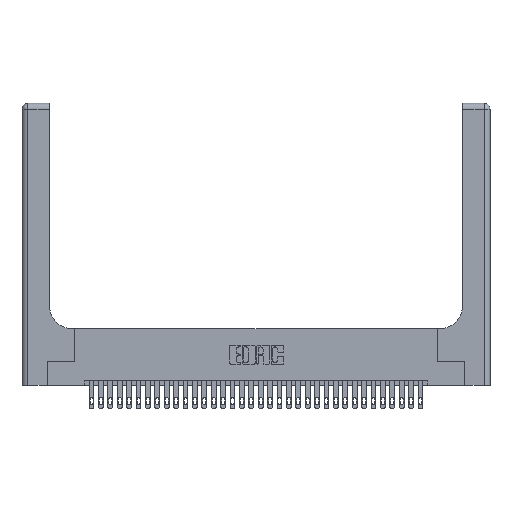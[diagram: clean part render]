
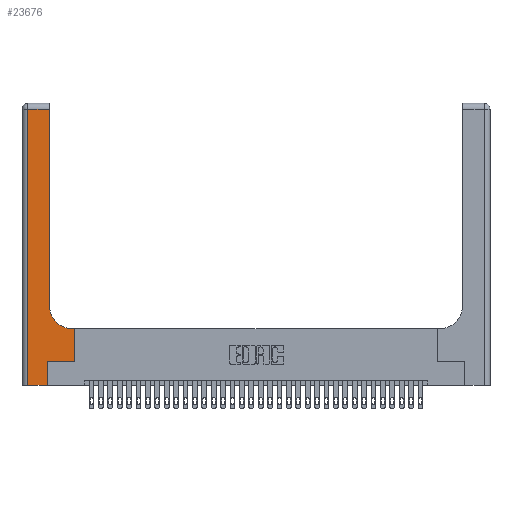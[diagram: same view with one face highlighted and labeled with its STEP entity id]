
A CAD part, top view. The second image highlights one B-rep face of the part: STEP entity #23676.
In plain terms, the highlighted planar face has unit normal (0, 0, 1).
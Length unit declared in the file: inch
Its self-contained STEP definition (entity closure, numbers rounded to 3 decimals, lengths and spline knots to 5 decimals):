
#420 = VERTEX_POINT ( 'NONE', #21515 ) ;
#1060 = DIRECTION ( 'NONE',  ( 1., 0., 0. ) ) ;
#1602 = VERTEX_POINT ( 'NONE', #26797 ) ;
#2547 = VERTEX_POINT ( 'NONE', #7252 ) ;
#2751 = EDGE_CURVE ( 'NONE', #14712, #2547, #33825, .T. ) ;
#3122 = DIRECTION ( 'NONE',  ( 0., -1., 0. ) ) ;
#3837 = EDGE_CURVE ( 'NONE', #32935, #14712, #25035, .T. ) ;
#4854 = AXIS2_PLACEMENT_3D ( 'NONE', #22636, #31694, #1060 ) ;
#5137 = EDGE_CURVE ( 'NONE', #23181, #21621, #24508, .T. ) ;
#5609 = CARTESIAN_POINT ( 'NONE',  ( 0.269, 0.25, 0.37 ) ) ;
#6212 = DIRECTION ( 'NONE',  ( 1., 0., 0. ) ) ;
#7252 = CARTESIAN_POINT ( 'NONE',  ( 0.2915, 0.85, 0.37 ) ) ;
#8032 = VECTOR ( 'NONE', #3122, 39.37008 ) ;
#9179 = DIRECTION ( 'NONE',  ( 0., 1., 0. ) ) ;
#9243 = VECTOR ( 'NONE', #19601, 39.37008 ) ;
#10280 = VECTOR ( 'NONE', #9179, 39.37008 ) ;
#10354 = EDGE_CURVE ( 'NONE', #13273, #23181, #30070, .T. ) ;
#10370 = DIRECTION ( 'NONE',  ( -1., 0., 0. ) ) ;
#10447 = EDGE_CURVE ( 'NONE', #29490, #420, #31739, .T. ) ;
#10462 = ORIENTED_EDGE ( 'NONE', *, *, #5137, .T. ) ;
#10646 = ORIENTED_EDGE ( 'NONE', *, *, #18089, .T. ) ;
#11341 = VECTOR ( 'NONE', #18322, 39.37008 ) ;
#11706 = CARTESIAN_POINT ( 'NONE',  ( 0.5585, 0.25, 0.37 ) ) ;
#12664 = ORIENTED_EDGE ( 'NONE', *, *, #16506, .T. ) ;
#13176 = DIRECTION ( 'NONE',  ( -1., 0., 0. ) ) ;
#13273 = VERTEX_POINT ( 'NONE', #32032 ) ;
#14578 = LINE ( 'NONE', #11706, #9243 ) ;
#14712 = VERTEX_POINT ( 'NONE', #14970 ) ;
#14970 = CARTESIAN_POINT ( 'NONE',  ( 0.5415, 0.6, 0.37 ) ) ;
#16223 = LINE ( 'NONE', #18209, #11341 ) ;
#16506 = EDGE_CURVE ( 'NONE', #1602, #13273, #16223, .T. ) ;
#16552 = EDGE_CURVE ( 'NONE', #2547, #29490, #21174, .T. ) ;
#16676 = LINE ( 'NONE', #26645, #8032 ) ;
#16708 = AXIS2_PLACEMENT_3D ( 'NONE', #34124, #25922, #10370 ) ;
#16717 = EDGE_CURVE ( 'NONE', #420, #1602, #16676, .T. ) ;
#17008 = ORIENTED_EDGE ( 'NONE', *, *, #10354, .T. ) ;
#18089 = EDGE_CURVE ( 'NONE', #21621, #32935, #14578, .T. ) ;
#18209 = CARTESIAN_POINT ( 'NONE',  ( 0., 0., 0.37 ) ) ;
#18322 = DIRECTION ( 'NONE',  ( 1., 0., 0. ) ) ;
#19244 = ORIENTED_EDGE ( 'NONE', *, *, #2751, .T. ) ;
#19601 = DIRECTION ( 'NONE',  ( 0., 1., 0. ) ) ;
#20181 = DIRECTION ( 'NONE',  ( -1., 0., 0. ) ) ;
#20213 = CARTESIAN_POINT ( 'NONE',  ( 0.5585, 0.6, 0.37 ) ) ;
#20634 = CARTESIAN_POINT ( 'NONE',  ( 0.2915, 2.94, 0.37 ) ) ;
#21174 = LINE ( 'NONE', #24506, #24068 ) ;
#21515 = CARTESIAN_POINT ( 'NONE',  ( 0.06, 2.94, 0.37 ) ) ;
#21621 = VERTEX_POINT ( 'NONE', #25470 ) ;
#21963 = CARTESIAN_POINT ( 'NONE',  ( 0.269, 0.25, 0.37 ) ) ;
#22138 = FACE_OUTER_BOUND ( 'NONE', #28209, .T. ) ;
#22156 = ORIENTED_EDGE ( 'NONE', *, *, #16552, .T. ) ;
#22636 = CARTESIAN_POINT ( 'NONE',  ( 0.5415, 0.85, 0.37 ) ) ;
#23181 = VERTEX_POINT ( 'NONE', #5609 ) ;
#23340 = ORIENTED_EDGE ( 'NONE', *, *, #16717, .T. ) ;
#23676 = ADVANCED_FACE ( 'NONE', ( #22138 ), #31051, .F. ) ;
#24068 = VECTOR ( 'NONE', #32630, 39.37008 ) ;
#24506 = CARTESIAN_POINT ( 'NONE',  ( 0.2915, 3., 0.37 ) ) ;
#24508 = LINE ( 'NONE', #21963, #31963 ) ;
#24960 = CARTESIAN_POINT ( 'NONE',  ( 0.269, 0., 0.37 ) ) ;
#25035 = LINE ( 'NONE', #25303, #31288 ) ;
#25303 = CARTESIAN_POINT ( 'NONE',  ( 0.2915, 0.6, 0.37 ) ) ;
#25470 = CARTESIAN_POINT ( 'NONE',  ( 0.5585, 0.25, 0.37 ) ) ;
#25922 = DIRECTION ( 'NONE',  ( 0., 0., -1. ) ) ;
#26645 = CARTESIAN_POINT ( 'NONE',  ( 0.06, 3., 0.37 ) ) ;
#26797 = CARTESIAN_POINT ( 'NONE',  ( 0.06, 0., 0.37 ) ) ;
#28209 = EDGE_LOOP ( 'NONE', ( #22156, #31810, #23340, #12664, #17008, #10462, #10646, #29449, #19244 ) ) ;
#29449 = ORIENTED_EDGE ( 'NONE', *, *, #3837, .T. ) ;
#29490 = VERTEX_POINT ( 'NONE', #20634 ) ;
#30070 = LINE ( 'NONE', #24960, #10280 ) ;
#31051 = PLANE ( 'NONE',  #16708 ) ;
#31288 = VECTOR ( 'NONE', #20181, 39.37008 ) ;
#31356 = VECTOR ( 'NONE', #13176, 39.37008 ) ;
#31694 = DIRECTION ( 'NONE',  ( 0., 0., -1. ) ) ;
#31739 = LINE ( 'NONE', #32227, #31356 ) ;
#31810 = ORIENTED_EDGE ( 'NONE', *, *, #10447, .T. ) ;
#31963 = VECTOR ( 'NONE', #6212, 39.37008 ) ;
#32032 = CARTESIAN_POINT ( 'NONE',  ( 0.269, 0., 0.37 ) ) ;
#32227 = CARTESIAN_POINT ( 'NONE',  ( 0., 2.94, 0.37 ) ) ;
#32630 = DIRECTION ( 'NONE',  ( 0., 1., 0. ) ) ;
#32935 = VERTEX_POINT ( 'NONE', #20213 ) ;
#33825 = CIRCLE ( 'NONE', #4854, 0.25 ) ;
#34124 = CARTESIAN_POINT ( 'NONE',  ( 0., 3., 0.37 ) ) ;
